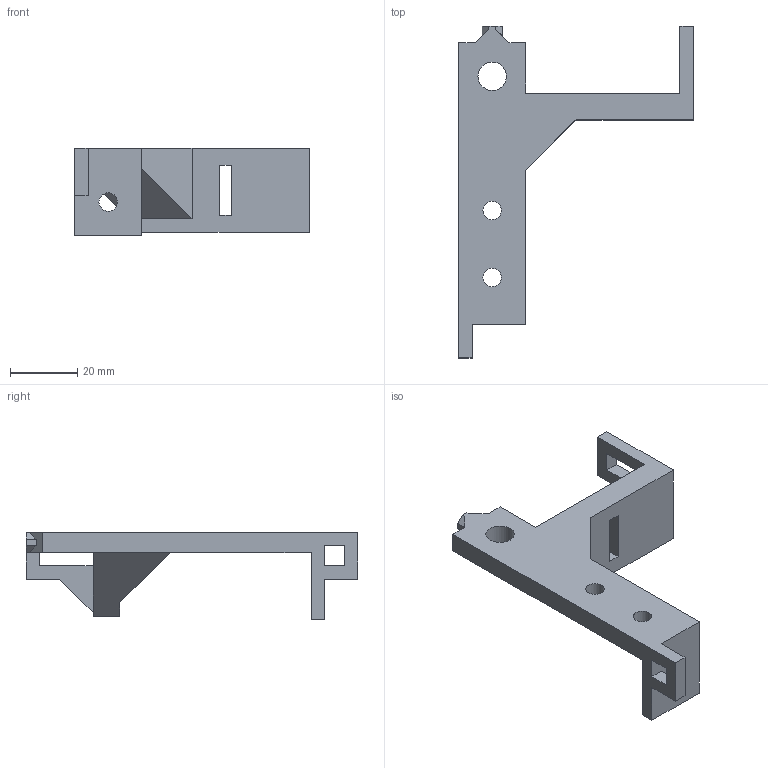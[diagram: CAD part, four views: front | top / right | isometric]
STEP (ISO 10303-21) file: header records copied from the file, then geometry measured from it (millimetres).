
FILE_DESCRIPTION(/* description */ ('STEP AP242','CAx-IF Rec.Pracs.---Representation and Presentation of Product Manufacturing Information (PMI)---4.0---2014-10-13','CAx-IF Rec.Pracs.---3D Tessellated Geometry---0.4---2014-09-14','2;1'),/* implementation_level */ '2;1');
FILE_NAME(/* name */ '6368552ca57b0c322c012564',/* time_stamp */ '2022-11-07T00:45:32+00:00',/* author */ (''),/* organization */ (''),/* preprocessor_version */ 'ST-DEVELOPER v18.102',/* originating_system */ ' ',/* authorisation */ ' ');
FILE_SCHEMA (('AP242_MANAGED_MODEL_BASED_3D_ENGINEERING_MIM_LF { 1 0 10303 442 1 1 4 }'));
Length unit declared in the file: metre
Products named in the file (1): 2
Bounding box: 70 x 99 x 26 mm (x, y, z)
Volume: 26846.6 mm3; surface area: 11257.1 mm2
Topology: 1 solids, 1 shells, 49 faces, 145 edges, 97 vertices
Faces by surface type: plane 44, cylinder 5
Full cylindrical faces by diameter (mm): 2.5 x1, 5.5 x3, 8.5 x1
Entity records: 1624 total; most frequent: CARTESIAN_POINT 283, ORIENTED_EDGE 276, DIRECTION 248, EDGE_CURVE 138, LINE 128, VECTOR 128, VERTEX_POINT 95, EDGE_LOOP 67
